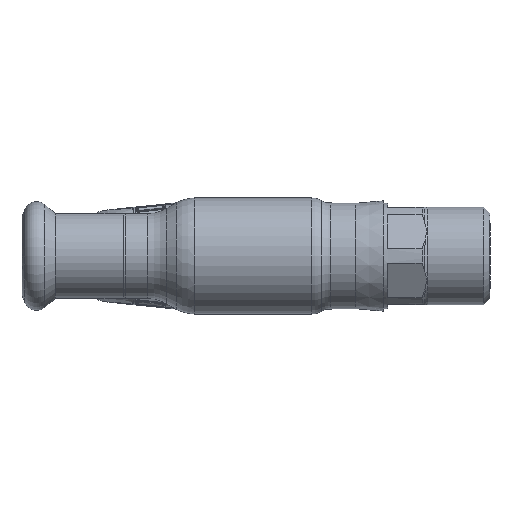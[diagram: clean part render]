
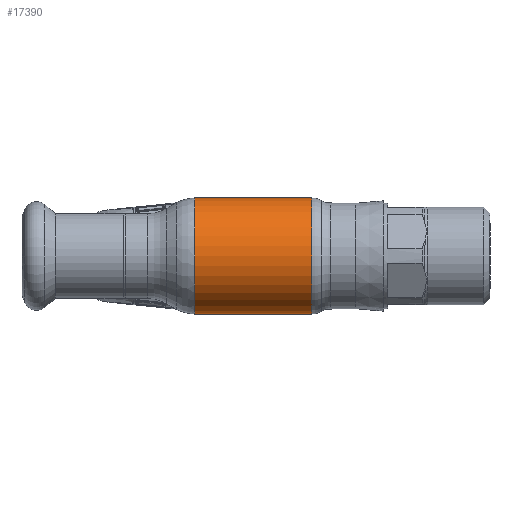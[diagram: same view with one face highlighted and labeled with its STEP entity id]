
A CAD part, front view. The second image highlights one B-rep face of the part: STEP entity #17390.
In plain terms, the highlighted cylindrical face has radius 12.5 mm (diameter 25 mm), a partial arc.
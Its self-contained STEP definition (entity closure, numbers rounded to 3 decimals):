
#706 = VERTEX_POINT ( 'NONE', #52387 ) ;
#1900 = DIRECTION ( 'NONE',  ( 0., 0., 1. ) ) ;
#2373 = ORIENTED_EDGE ( 'NONE', *, *, #15963, .T. ) ;
#2454 = DIRECTION ( 'NONE',  ( -1., 0., 0. ) ) ;
#2700 = CARTESIAN_POINT ( 'NONE',  ( -12.606, 0., 0. ) ) ;
#2774 = CIRCLE ( 'NONE', #11519, 12.5 ) ;
#3753 = CARTESIAN_POINT ( 'NONE',  ( 12.606, 0., 12.5 ) ) ;
#4837 = EDGE_CURVE ( 'NONE', #36587, #706, #2774, .T. ) ;
#6121 = CARTESIAN_POINT ( 'NONE',  ( -62.69, 0., 12.5 ) ) ;
#6470 = CYLINDRICAL_SURFACE ( 'NONE', #54120, 12.5 ) ;
#11519 = AXIS2_PLACEMENT_3D ( 'NONE', #2700, #25628, #44294 ) ;
#15963 = EDGE_CURVE ( 'NONE', #22594, #36516, #21129, .T. ) ;
#17237 = CARTESIAN_POINT ( 'NONE',  ( -62.69, 0., -12.5 ) ) ;
#17390 = ADVANCED_FACE ( 'NONE', ( #48110 ), #6470, .T. ) ;
#17772 = DIRECTION ( 'NONE',  ( -1., 0., 0. ) ) ;
#18091 = CARTESIAN_POINT ( 'NONE',  ( -12.606, 0., -12.5 ) ) ;
#20529 = CARTESIAN_POINT ( 'NONE',  ( -62.69, 0., 0. ) ) ;
#21129 = CIRCLE ( 'NONE', #40729, 12.5 ) ;
#21476 = VECTOR ( 'NONE', #2454, 1000. ) ;
#22594 = VERTEX_POINT ( 'NONE', #38037 ) ;
#23176 = ORIENTED_EDGE ( 'NONE', *, *, #24587, .F. ) ;
#24587 = EDGE_CURVE ( 'NONE', #22594, #36587, #36176, .T. ) ;
#25628 = DIRECTION ( 'NONE',  ( -1., 0., 0. ) ) ;
#27872 = CARTESIAN_POINT ( 'NONE',  ( 12.606, 0., 0. ) ) ;
#33540 = VECTOR ( 'NONE', #54874, 1000. ) ;
#36176 = LINE ( 'NONE', #17237, #33540 ) ;
#36516 = VERTEX_POINT ( 'NONE', #3753 ) ;
#36587 = VERTEX_POINT ( 'NONE', #18091 ) ;
#37021 = DIRECTION ( 'NONE',  ( 0., 0., 1. ) ) ;
#38037 = CARTESIAN_POINT ( 'NONE',  ( 12.606, 0., -12.5 ) ) ;
#39176 = ORIENTED_EDGE ( 'NONE', *, *, #45905, .T. ) ;
#40729 = AXIS2_PLACEMENT_3D ( 'NONE', #27872, #17772, #37021 ) ;
#43785 = DIRECTION ( 'NONE',  ( -1., 0., 0. ) ) ;
#44035 = LINE ( 'NONE', #6121, #21476 ) ;
#44294 = DIRECTION ( 'NONE',  ( 0., 0., 1. ) ) ;
#45905 = EDGE_CURVE ( 'NONE', #36516, #706, #44035, .T. ) ;
#48110 = FACE_OUTER_BOUND ( 'NONE', #56875, .T. ) ;
#48565 = ORIENTED_EDGE ( 'NONE', *, *, #4837, .F. ) ;
#52387 = CARTESIAN_POINT ( 'NONE',  ( -12.606, 0., 12.5 ) ) ;
#54120 = AXIS2_PLACEMENT_3D ( 'NONE', #20529, #43785, #1900 ) ;
#54874 = DIRECTION ( 'NONE',  ( -1., 0., 0. ) ) ;
#56875 = EDGE_LOOP ( 'NONE', ( #23176, #2373, #39176, #48565 ) ) ;
